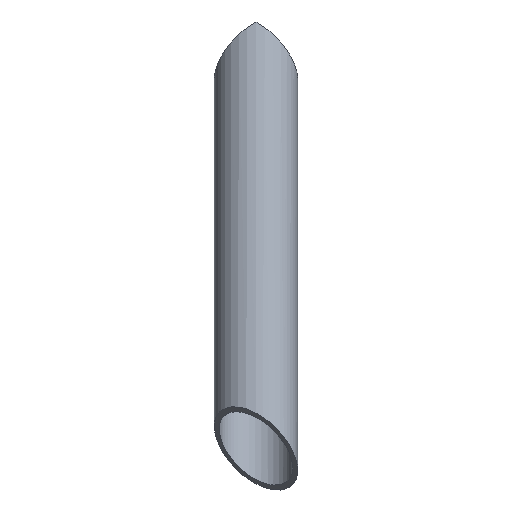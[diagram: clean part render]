
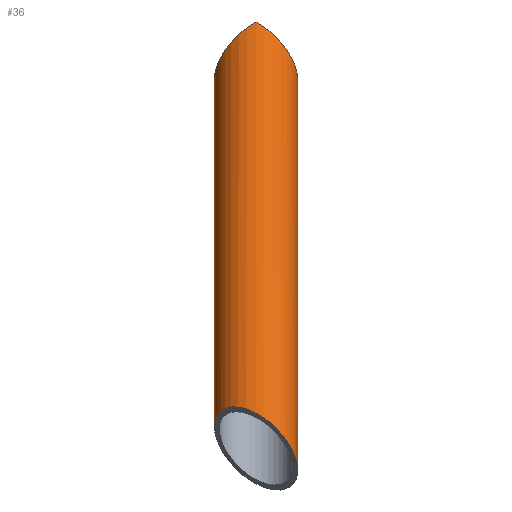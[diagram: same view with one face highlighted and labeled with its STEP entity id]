
A CAD part, top view. The second image highlights one B-rep face of the part: STEP entity #36.
In plain terms, the highlighted cylindrical face has radius 12.5 mm (diameter 25 mm), a partial arc.
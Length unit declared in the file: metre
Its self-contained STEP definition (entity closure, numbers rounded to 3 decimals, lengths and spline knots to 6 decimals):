
#36=ADVANCED_FACE('',(#70),#71,.T.);
#70=FACE_OUTER_BOUND('',#100,.T.);
#71=CYLINDRICAL_SURFACE('',#101,0.0125);
#100=EDGE_LOOP('',(#140,#141,#142,#143,#144,#145,#146,#147));
#101=AXIS2_PLACEMENT_3D('',#148,#149,#150);
#140=ORIENTED_EDGE('',*,*,#210,.F.);
#141=ORIENTED_EDGE('',*,*,#196,.T.);
#142=ORIENTED_EDGE('',*,*,#211,.T.);
#143=ORIENTED_EDGE('',*,*,#212,.T.);
#144=ORIENTED_EDGE('',*,*,#199,.T.);
#145=ORIENTED_EDGE('',*,*,#213,.F.);
#146=ORIENTED_EDGE('',*,*,#214,.F.);
#147=ORIENTED_EDGE('',*,*,#215,.T.);
#148=CARTESIAN_POINT('',(-0.341,-0.152716,-0.003597));
#149=DIRECTION('',(0.,-0.533,0.846));
#150=DIRECTION('',(1.0,0.0,0.));
#196=EDGE_CURVE('',#230,#227,#231,.F.);
#199=EDGE_CURVE('',#236,#234,#237,.T.);
#210=EDGE_CURVE('',#230,#254,#255,.T.);
#211=EDGE_CURVE('',#227,#256,#257,.F.);
#212=EDGE_CURVE('0:1570',#256,#236,#258,.T.);
#213=EDGE_CURVE('',#259,#234,#260,.T.);
#214=EDGE_CURVE('0:1305',#261,#259,#262,.T.);
#215=EDGE_CURVE('0:967',#261,#254,#263,.F.);
#227=VERTEX_POINT('',#277);
#230=VERTEX_POINT('',#281);
#231=ELLIPSE('',#282,0.017678,0.0125);
#234=VERTEX_POINT('',#285);
#236=VERTEX_POINT('',#287);
#237=ELLIPSE('',#288,0.017678,0.0125);
#254=VERTEX_POINT('',#368);
#255=LINE('',#369,#370);
#256=VERTEX_POINT('',#371);
#257=ELLIPSE('',#372,0.017678,0.0125);
#258=ELLIPSE('',#373,0.017678,0.0125);
#259=VERTEX_POINT('',#374);
#260=LINE('',#375,#376);
#261=VERTEX_POINT('',#377);
#262=ELLIPSE('',#378,0.017629,0.0125);
#263=ELLIPSE('',#379,0.017629,0.0125);
#277=CARTESIAN_POINT('',(-0.329051,-0.155973,0.008471));
#281=CARTESIAN_POINT('',(-0.3285,-0.159374,0.006982));
#282=AXIS2_PLACEMENT_3D('',#432,#433,#434);
#285=CARTESIAN_POINT('',(-0.3535,-0.159374,0.006982));
#287=CARTESIAN_POINT('',(-0.352949,-0.155973,0.008471));
#288=AXIS2_PLACEMENT_3D('',#441,#442,#443);
#368=CARTESIAN_POINT('',(-0.3285,-0.276996,0.193906));
#369=CARTESIAN_POINT('',(-0.3285,-0.152716,-0.003597));
#370=VECTOR('',#453,1.0);
#371=CARTESIAN_POINT('',(-0.341,-0.142137,0.00306));
#372=AXIS2_PLACEMENT_3D('',#454,#455,#456);
#373=AXIS2_PLACEMENT_3D('',#457,#458,#459);
#374=CARTESIAN_POINT('',(-0.3535,-0.263754,0.172862));
#375=CARTESIAN_POINT('',(-0.3535,-0.152716,-0.003597));
#376=VECTOR('',#460,1.0);
#377=CARTESIAN_POINT('',(-0.341,-0.259773,0.190005));
#378=AXIS2_PLACEMENT_3D('',#461,#462,#463);
#379=AXIS2_PLACEMENT_3D('',#464,#465,#466);
#432=CARTESIAN_POINT('',(-0.341,-0.152716,-0.003597));
#433=DIRECTION('',(0.707,0.377,-0.598));
#434=DIRECTION('',(-0.707,0.377,-0.598));
#441=CARTESIAN_POINT('',(-0.341,-0.152716,-0.003597));
#442=DIRECTION('',(0.707,-0.377,0.598));
#443=DIRECTION('',(0.707,0.377,-0.598));
#453=DIRECTION('',(0.,-0.533,0.846));
#454=CARTESIAN_POINT('',(-0.341,-0.152716,-0.003597));
#455=DIRECTION('',(0.707,0.377,-0.598));
#456=DIRECTION('',(-0.707,0.377,-0.598));
#457=CARTESIAN_POINT('',(-0.341,-0.152716,-0.003597));
#458=DIRECTION('',(0.707,-0.377,0.598));
#459=DIRECTION('',(0.707,0.377,-0.598));
#460=DIRECTION('',(0.,0.533,-0.846));
#461=CARTESIAN_POINT('',(-0.341,-0.270375,0.183384));
#462=DIRECTION('',(-0.705,-0.376,0.601));
#463=DIRECTION('',(0.709,-0.378,0.596));
#464=CARTESIAN_POINT('',(-0.341,-0.270375,0.183384));
#465=DIRECTION('',(-0.705,-0.376,0.601));
#466=DIRECTION('',(0.709,-0.378,0.596));
